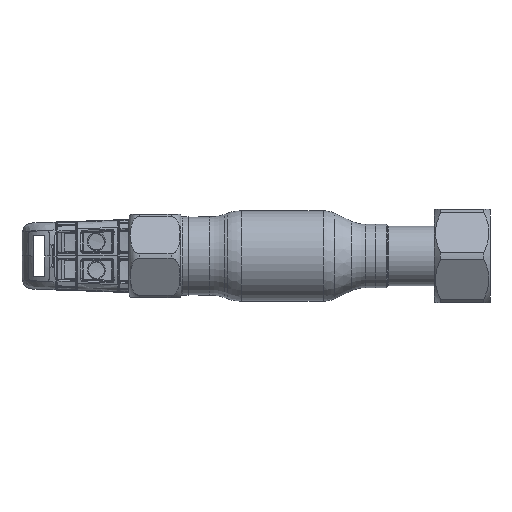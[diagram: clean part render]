
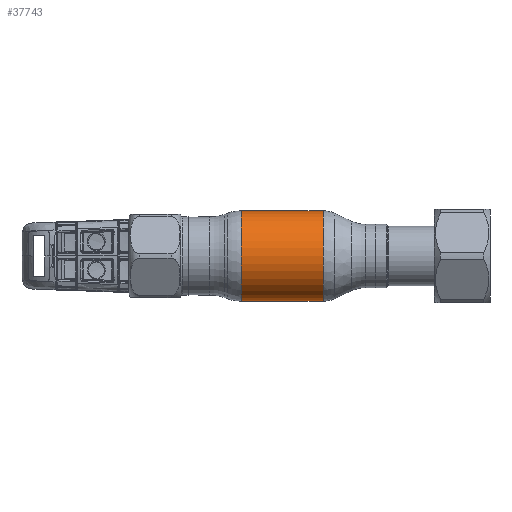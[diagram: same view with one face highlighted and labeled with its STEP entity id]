
A CAD part, front view. The second image highlights one B-rep face of the part: STEP entity #37743.
In plain terms, the highlighted cylindrical face has radius 13 mm (diameter 26 mm), a partial arc.
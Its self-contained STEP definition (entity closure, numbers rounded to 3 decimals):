
#1120 = ORIENTED_EDGE ( 'NONE', *, *, #11429, .F. ) ;
#1896 = EDGE_LOOP ( 'NONE', ( #1120, #8594, #34933, #19798 ) ) ;
#2916 = CYLINDRICAL_SURFACE ( 'NONE', #48395, 13. ) ;
#4055 = DIRECTION ( 'NONE',  ( 0., 0., -1. ) ) ;
#4113 = DIRECTION ( 'NONE',  ( 0., 0., -1. ) ) ;
#5663 = CARTESIAN_POINT ( 'NONE',  ( 62.69, 0., 0. ) ) ;
#8594 = ORIENTED_EDGE ( 'NONE', *, *, #30063, .T. ) ;
#9695 = VECTOR ( 'NONE', #18059, 1000. ) ;
#10230 = CARTESIAN_POINT ( 'NONE',  ( 11.876, 0., -13. ) ) ;
#11429 = EDGE_CURVE ( 'NONE', #71403, #65429, #36403, .T. ) ;
#15703 = DIRECTION ( 'NONE',  ( 1., 0., 0. ) ) ;
#15952 = EDGE_CURVE ( 'NONE', #39513, #67213, #47969, .T. ) ;
#18059 = DIRECTION ( 'NONE',  ( 1., 0., 0. ) ) ;
#19798 = ORIENTED_EDGE ( 'NONE', *, *, #20557, .F. ) ;
#20557 = EDGE_CURVE ( 'NONE', #65429, #67213, #22466, .T. ) ;
#20796 = CARTESIAN_POINT ( 'NONE',  ( -11.634, 0., -13. ) ) ;
#22111 = CARTESIAN_POINT ( 'NONE',  ( 11.876, 0., 13. ) ) ;
#22466 = CIRCLE ( 'NONE', #47397, 13. ) ;
#24629 = DIRECTION ( 'NONE',  ( 1., 0., 0. ) ) ;
#28380 = AXIS2_PLACEMENT_3D ( 'NONE', #54369, #15703, #4113 ) ;
#28705 = DIRECTION ( 'NONE',  ( 0., 0., -1. ) ) ;
#28902 = CARTESIAN_POINT ( 'NONE',  ( -11.634, 0., 13. ) ) ;
#30063 = EDGE_CURVE ( 'NONE', #71403, #39513, #55935, .T. ) ;
#34051 = DIRECTION ( 'NONE',  ( 1., 0., 0. ) ) ;
#34933 = ORIENTED_EDGE ( 'NONE', *, *, #15952, .T. ) ;
#36403 = LINE ( 'NONE', #57214, #58953 ) ;
#37301 = DIRECTION ( 'NONE',  ( 1., 0., 0. ) ) ;
#37743 = ADVANCED_FACE ( 'NONE', ( #40237 ), #2916, .T. ) ;
#39513 = VERTEX_POINT ( 'NONE', #20796 ) ;
#40237 = FACE_OUTER_BOUND ( 'NONE', #1896, .T. ) ;
#47397 = AXIS2_PLACEMENT_3D ( 'NONE', #59393, #37301, #4055 ) ;
#47969 = LINE ( 'NONE', #72060, #9695 ) ;
#48395 = AXIS2_PLACEMENT_3D ( 'NONE', #5663, #34051, #28705 ) ;
#54369 = CARTESIAN_POINT ( 'NONE',  ( -11.634, 0., 0. ) ) ;
#55935 = CIRCLE ( 'NONE', #28380, 13. ) ;
#57214 = CARTESIAN_POINT ( 'NONE',  ( 62.69, 0., 13. ) ) ;
#58953 = VECTOR ( 'NONE', #24629, 1000. ) ;
#59393 = CARTESIAN_POINT ( 'NONE',  ( 11.876, 0., 0. ) ) ;
#65429 = VERTEX_POINT ( 'NONE', #22111 ) ;
#67213 = VERTEX_POINT ( 'NONE', #10230 ) ;
#71403 = VERTEX_POINT ( 'NONE', #28902 ) ;
#72060 = CARTESIAN_POINT ( 'NONE',  ( 62.69, 0., -13. ) ) ;
